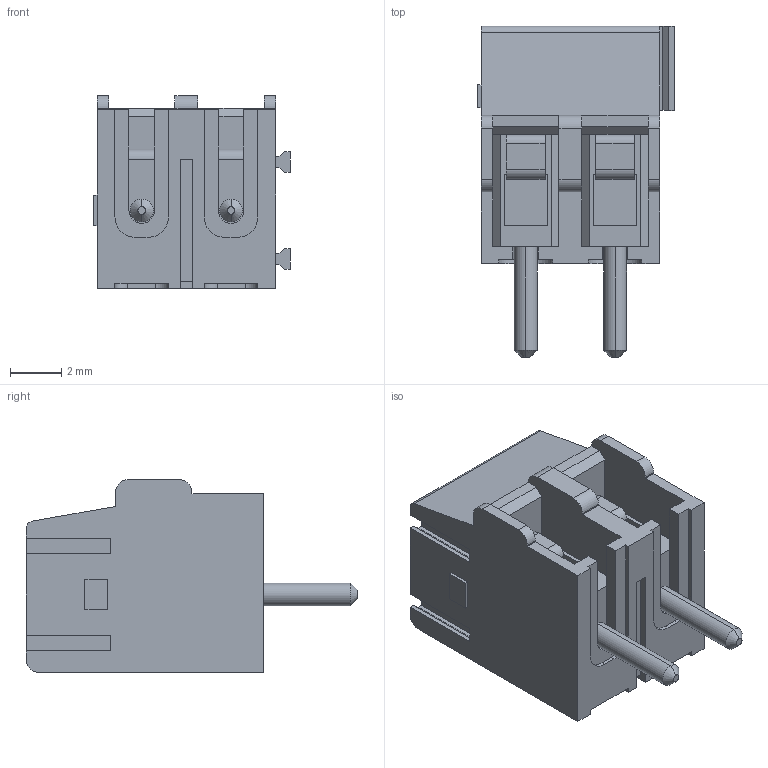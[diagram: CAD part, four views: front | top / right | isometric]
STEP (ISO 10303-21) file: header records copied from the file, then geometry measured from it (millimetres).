
FILE_DESCRIPTION (( 'STEP AP214' ), '1' );
FILE_NAME ('1984617.STEP', '2025-01-09T07:07:39', ( 'LENOVO' ), ( '' ), 'SwSTEP 2.0', 'SolidWorks 2021', '' );
FILE_SCHEMA (( 'AUTOMOTIVE_DESIGN' ));
Length unit declared in the file: millimetre
Products named in the file (2): 1984617_1984617; 1984617
Assembly tree (1 placements, depth 2):
  1984617
    1984617_1984617
Bounding box: 7.7 x 13 x 7.55 mm (x, y, z)
Volume: 345.4 mm3; surface area: 878.5 mm2
Topology: 5 solids, 5 shells, 250 faces, 699 edges, 464 vertices
Faces by surface type: plane 173, cylinder 55, cone 14, sphere 8
Entity records: 8425 total; most frequent: CARTESIAN_POINT 1753, ORIENTED_EDGE 1398, DIRECTION 1347, EDGE_CURVE 699, LINE 511, VECTOR 511, VERTEX_POINT 464, AXIS2_PLACEMENT_3D 418
